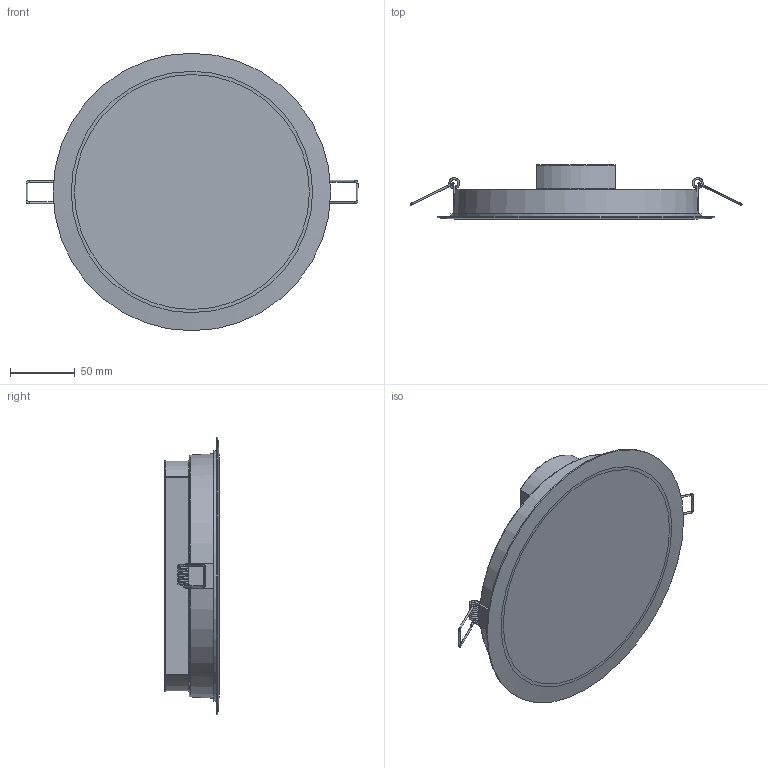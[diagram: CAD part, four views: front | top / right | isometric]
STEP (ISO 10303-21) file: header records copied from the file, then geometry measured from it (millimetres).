
FILE_DESCRIPTION (( 'STEP AP214' ), '1' );
FILE_NAME ('DL_IP44_DN_215.STEP', '2023-06-08T11:15:29', ( '' ), ( '' ), 'SwSTEP 2.0', 'SolidWorks 2020', '' );
FILE_SCHEMA (( 'AUTOMOTIVE_DESIGN' ));
Length unit declared in the file: millimetre
Products named in the file (1): DL_IP44_DN_215
Bounding box: 257.18 x 42 x 215 mm (x, y, z)
Volume: 220859.6 mm3; surface area: 224720.7 mm2
Topology: 5 solids, 5 shells, 121 faces, 281 edges, 167 vertices
Faces by surface type: plane 45, cylinder 34, torus 18, bspline 16, cone 4, sphere 4
Full cylindrical faces by diameter (mm): 1.4 x2, 182 x2, 194 x1, 215 x1
Entity records: 8062 total; most frequent: CARTESIAN_POINT 4142, DIRECTION 526, ORIENTED_EDGE 494, EDGE_CURVE 247, AXIS2_PLACEMENT_3D 208, VERTEX_POINT 161, EDGE_LOOP 146, FACE_OUTER_BOUND 139
